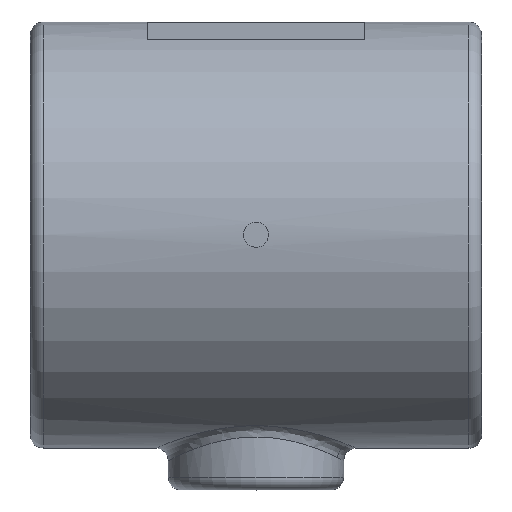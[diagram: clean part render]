
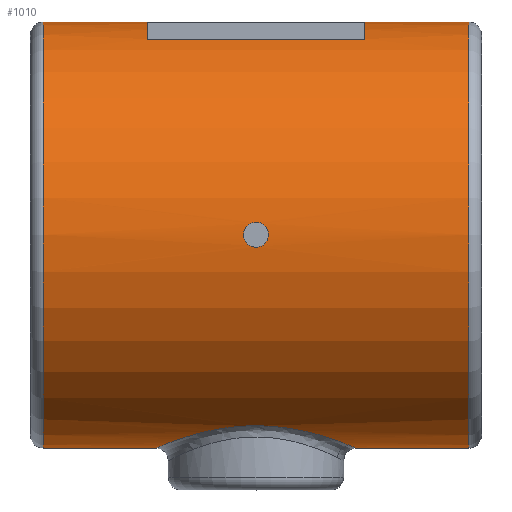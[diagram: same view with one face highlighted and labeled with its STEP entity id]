
A CAD part, top view. The second image highlights one B-rep face of the part: STEP entity #1010.
In plain terms, the highlighted cylindrical face has radius 25.5 mm (diameter 51 mm), a full revolution.
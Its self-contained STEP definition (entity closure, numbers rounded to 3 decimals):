
#23=CYLINDRICAL_SURFACE('',#1067,25.5);
#33=CIRCLE('',#1038,25.5);
#34=CIRCLE('',#1041,25.5);
#35=CIRCLE('',#1044,25.5);
#36=CIRCLE('',#1046,25.5);
#49=CIRCLE('',#1068,25.5);
#50=CIRCLE('',#1069,25.5);
#76=LINE('',#15148,#95);
#80=LINE('',#15158,#99);
#95=VECTOR('',#1106,1000.);
#99=VECTOR('',#1116,1000.);
#123=B_SPLINE_CURVE_WITH_KNOTS('',3,(#15296,#15297,#15298,#15299,#15300,
#15301,#15302,#15303,#15304,#15305,#15306),.UNSPECIFIED.,.F.,.F.,(4,1,1,
1,1,1,1,1,4),(0.,0.125,0.25,0.375,0.5,0.625,0.75,0.875,1.),
 .UNSPECIFIED.);
#124=B_SPLINE_CURVE_WITH_KNOTS('',3,(#15308,#15309,#15310,#15311),
 .UNSPECIFIED.,.F.,.F.,(4,4),(0.,1.),.UNSPECIFIED.);
#127=B_SPLINE_CURVE_WITH_KNOTS('',3,(#15413,#15414,#15415,#15416),
 .UNSPECIFIED.,.F.,.F.,(4,4),(0.,1.),.UNSPECIFIED.);
#128=B_SPLINE_CURVE_WITH_KNOTS('',3,(#15418,#15419,#15420,#15421,#15422,
#15423,#15424,#15425,#15426,#15427,#15428),.UNSPECIFIED.,.F.,.F.,(4,1,1,
1,1,1,1,1,4),(0.,0.125,0.25,0.375,0.5,0.625,0.75,0.875,1.),
 .UNSPECIFIED.);
#129=B_SPLINE_CURVE_WITH_KNOTS('',3,(#15429,#15430,#15431,#15432,#15433,
#15434,#15435,#15436,#15437,#15438,#15439),.UNSPECIFIED.,.T.,.F.,(1,1,1,
1,1,1,1,1,1,1,1,1,1,1,1),(-0.004,-0.002,-0.001,
0.,0.001,0.002,0.004,0.005,
0.006,0.007,0.008,0.009,
0.011,0.012,0.013),.UNSPECIFIED.);
#333=ORIENTED_EDGE('',*,*,#597,.F.);
#334=ORIENTED_EDGE('',*,*,#585,.F.);
#335=ORIENTED_EDGE('',*,*,#588,.F.);
#336=ORIENTED_EDGE('',*,*,#591,.F.);
#337=ORIENTED_EDGE('',*,*,#598,.F.);
#338=ORIENTED_EDGE('',*,*,#593,.F.);
#339=ORIENTED_EDGE('',*,*,#616,.T.);
#340=ORIENTED_EDGE('',*,*,#617,.T.);
#341=ORIENTED_EDGE('',*,*,#618,.T.);
#342=ORIENTED_EDGE('',*,*,#619,.T.);
#343=ORIENTED_EDGE('',*,*,#603,.T.);
#344=ORIENTED_EDGE('',*,*,#602,.T.);
#345=ORIENTED_EDGE('',*,*,#620,.T.);
#585=EDGE_CURVE('',#739,#741,#33,.T.);
#588=EDGE_CURVE('',#742,#739,#76,.T.);
#591=EDGE_CURVE('',#744,#742,#34,.T.);
#593=EDGE_CURVE('',#745,#747,#80,.T.);
#597=EDGE_CURVE('',#741,#745,#35,.T.);
#598=EDGE_CURVE('',#747,#744,#36,.T.);
#602=EDGE_CURVE('',#752,#750,#123,.T.);
#603=EDGE_CURVE('',#753,#752,#124,.T.);
#616=EDGE_CURVE('',#762,#762,#49,.T.);
#617=EDGE_CURVE('',#763,#763,#50,.T.);
#618=EDGE_CURVE('',#750,#764,#127,.T.);
#619=EDGE_CURVE('',#764,#753,#128,.T.);
#620=EDGE_CURVE('',#765,#765,#129,.T.);
#739=VERTEX_POINT('',#15139);
#741=VERTEX_POINT('',#15142);
#742=VERTEX_POINT('',#15146);
#744=VERTEX_POINT('',#15152);
#745=VERTEX_POINT('',#15156);
#747=VERTEX_POINT('',#15159);
#750=VERTEX_POINT('',#15294);
#752=VERTEX_POINT('',#15307);
#753=VERTEX_POINT('',#15312);
#762=VERTEX_POINT('',#15410);
#763=VERTEX_POINT('',#15412);
#764=VERTEX_POINT('',#15417);
#765=VERTEX_POINT('',#15440);
#897=EDGE_LOOP('',(#333,#334,#335,#336,#337,#338));
#898=EDGE_LOOP('',(#339));
#899=EDGE_LOOP('',(#340));
#900=EDGE_LOOP('',(#341,#342,#343,#344));
#901=EDGE_LOOP('',(#345));
#951=FACE_BOUND('',#897,.T.);
#952=FACE_BOUND('',#898,.T.);
#953=FACE_BOUND('',#899,.T.);
#954=FACE_BOUND('',#900,.T.);
#955=FACE_BOUND('',#901,.T.);
#1010=ADVANCED_FACE('',(#951,#952,#953,#954,#955),#23,.T.);
#1038=AXIS2_PLACEMENT_3D('',#15141,#1100,#1101);
#1041=AXIS2_PLACEMENT_3D('',#15153,#1111,#1112);
#1044=AXIS2_PLACEMENT_3D('',#15165,#1122,#1123);
#1046=AXIS2_PLACEMENT_3D('',#15167,#1126,#1127);
#1067=AXIS2_PLACEMENT_3D('',#15408,#1169,#1170);
#1068=AXIS2_PLACEMENT_3D('',#15409,#1171,#1172);
#1069=AXIS2_PLACEMENT_3D('',#15411,#1173,#1174);
#1100=DIRECTION('',(-1.,0.,0.));
#1101=DIRECTION('',(0.,0.,-1.));
#1106=DIRECTION('',(1.,0.,0.));
#1111=DIRECTION('',(1.,0.,0.));
#1112=DIRECTION('',(0.,0.,1.));
#1116=DIRECTION('',(-1.,0.,0.));
#1122=DIRECTION('',(-1.,0.,0.));
#1123=DIRECTION('',(0.,0.,-1.));
#1126=DIRECTION('',(1.,0.,0.));
#1127=DIRECTION('',(0.,0.,1.));
#1169=DIRECTION('',(-1.,0.,0.));
#1170=DIRECTION('',(0.,-1.,0.));
#1171=DIRECTION('',(1.,0.,0.));
#1172=DIRECTION('',(0.,1.,0.));
#1173=DIRECTION('',(-1.,0.,0.));
#1174=DIRECTION('',(0.,-1.,0.));
#15139=CARTESIAN_POINT('',(13.,23.457,10.));
#15141=CARTESIAN_POINT('',(13.,0.,0.));
#15142=CARTESIAN_POINT('',(13.,25.5,0.));
#15146=CARTESIAN_POINT('',(-13.,23.457,10.));
#15148=CARTESIAN_POINT('',(-27.,23.457,10.));
#15152=CARTESIAN_POINT('',(-13.,25.5,0.));
#15153=CARTESIAN_POINT('',(-13.,0.,0.));
#15156=CARTESIAN_POINT('',(13.,23.457,-10.));
#15158=CARTESIAN_POINT('',(-27.,23.457,-10.));
#15159=CARTESIAN_POINT('',(-13.,23.457,-10.));
#15165=CARTESIAN_POINT('',(13.,0.,0.));
#15167=CARTESIAN_POINT('',(-13.,0.,0.));
#15294=CARTESIAN_POINT('',(-11.141,-25.15,-4.212));
#15296=CARTESIAN_POINT('',(12.,-25.5,0.));
#15297=CARTESIAN_POINT('',(12.,-25.5,-1.367));
#15298=CARTESIAN_POINT('',(11.46,-25.268,-4.105));
#15299=CARTESIAN_POINT('',(9.27,-24.425,-7.544));
#15300=CARTESIAN_POINT('',(6.079,-23.478,-10.024));
#15301=CARTESIAN_POINT('',(2.203,-22.829,-11.366));
#15302=CARTESIAN_POINT('',(-1.958,-22.808,-11.407));
#15303=CARTESIAN_POINT('',(-5.874,-23.429,-10.132));
#15304=CARTESIAN_POINT('',(-9.112,-24.37,-7.716));
#15305=CARTESIAN_POINT('',(-10.62,-24.944,-5.44));
#15306=CARTESIAN_POINT('',(-11.141,-25.15,-4.212));
#15307=CARTESIAN_POINT('',(12.,-25.5,0.));
#15308=CARTESIAN_POINT('',(11.148,-25.153,4.194));
#15309=CARTESIAN_POINT('',(11.707,-25.374,2.87));
#15310=CARTESIAN_POINT('',(12.,-25.5,1.446));
#15311=CARTESIAN_POINT('',(12.,-25.5,0.));
#15312=CARTESIAN_POINT('',(11.148,-25.153,4.194));
#15408=CARTESIAN_POINT('',(-27.,0.,0.));
#15409=CARTESIAN_POINT('',(-25.5,0.,0.));
#15410=CARTESIAN_POINT('',(-25.5,25.5,0.));
#15411=CARTESIAN_POINT('',(25.5,0.,0.));
#15412=CARTESIAN_POINT('',(25.5,-25.5,0.));
#15413=CARTESIAN_POINT('',(-11.141,-25.15,-4.212));
#15414=CARTESIAN_POINT('',(-11.706,-25.373,-2.877));
#15415=CARTESIAN_POINT('',(-12.,-25.5,-1.448));
#15416=CARTESIAN_POINT('',(-12.,-25.5,0.));
#15417=CARTESIAN_POINT('',(-12.,-25.5,0.));
#15418=CARTESIAN_POINT('',(-12.,-25.5,0.));
#15419=CARTESIAN_POINT('',(-12.,-25.5,1.367));
#15420=CARTESIAN_POINT('',(-11.465,-25.27,4.092));
#15421=CARTESIAN_POINT('',(-9.275,-24.426,7.541));
#15422=CARTESIAN_POINT('',(-6.082,-23.478,10.022));
#15423=CARTESIAN_POINT('',(-2.207,-22.829,11.366));
#15424=CARTESIAN_POINT('',(1.961,-22.807,11.407));
#15425=CARTESIAN_POINT('',(5.882,-23.43,10.129));
#15426=CARTESIAN_POINT('',(9.125,-24.374,7.703));
#15427=CARTESIAN_POINT('',(10.627,-24.947,5.43));
#15428=CARTESIAN_POINT('',(11.148,-25.153,4.194));
#15429=CARTESIAN_POINT('',(1.175,1.177,25.478));
#15430=CARTESIAN_POINT('',(1.663,0.,25.511));
#15431=CARTESIAN_POINT('',(1.175,-1.175,25.478));
#15432=CARTESIAN_POINT('',(0.001,-1.662,25.445));
#15433=CARTESIAN_POINT('',(-1.175,-1.177,25.478));
#15434=CARTESIAN_POINT('',(-1.663,0.,25.511));
#15435=CARTESIAN_POINT('',(-1.175,1.175,25.478));
#15436=CARTESIAN_POINT('',(-0.001,1.662,25.445));
#15437=CARTESIAN_POINT('',(1.175,1.177,25.478));
#15438=CARTESIAN_POINT('',(1.663,0.,25.511));
#15439=CARTESIAN_POINT('',(1.175,-1.175,25.478));
#15440=CARTESIAN_POINT('',(1.5,0.,25.5));
